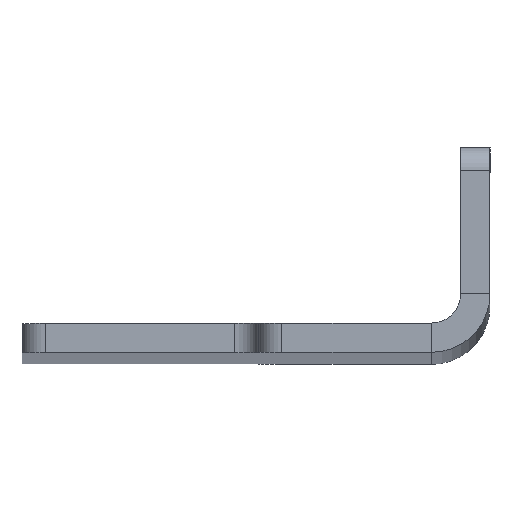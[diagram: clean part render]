
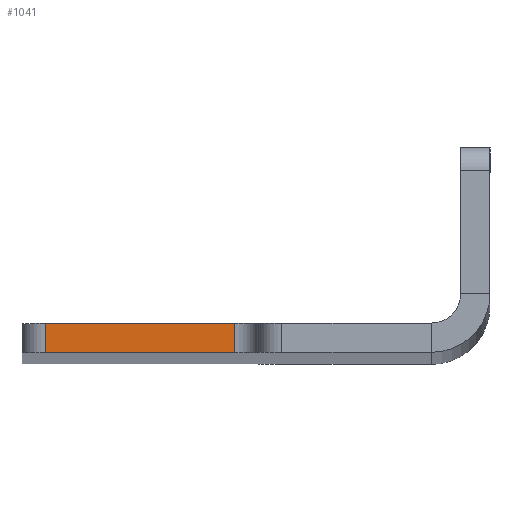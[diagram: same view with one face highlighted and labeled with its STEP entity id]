
A CAD part, top view. The second image highlights one B-rep face of the part: STEP entity #1041.
In plain terms, the highlighted planar face has unit normal (0, 0, 1).
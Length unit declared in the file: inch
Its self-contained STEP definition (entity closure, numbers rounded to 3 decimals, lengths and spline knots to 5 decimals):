
#7 = CARTESIAN_POINT ( 'NONE',  ( 0., -0.125, -1.01 ) ) ;
#27 = PLANE ( 'NONE',  #337 ) ;
#28 = CARTESIAN_POINT ( 'NONE',  ( 0.91, -0.125, -1.01 ) ) ;
#76 = VECTOR ( 'NONE', #669, 39.37008 ) ;
#110 = FACE_OUTER_BOUND ( 'NONE', #214, .T. ) ;
#214 = EDGE_LOOP ( 'NONE', ( #285, #287, #348, #490 ) ) ;
#227 = CARTESIAN_POINT ( 'NONE',  ( 0.91, 0., -1.01 ) ) ;
#261 = DIRECTION ( 'NONE',  ( 0., -1., 0. ) ) ;
#272 = VERTEX_POINT ( 'NONE', #350 ) ;
#273 = VECTOR ( 'NONE', #363, 39.37008 ) ;
#275 = DIRECTION ( 'NONE',  ( 0., 0., 1. ) ) ;
#285 = ORIENTED_EDGE ( 'NONE', *, *, #714, .T. ) ;
#286 = EDGE_CURVE ( 'NONE', #507, #272, #866, .T. ) ;
#287 = ORIENTED_EDGE ( 'NONE', *, *, #856, .T. ) ;
#304 = LINE ( 'NONE', #227, #76 ) ;
#337 = AXIS2_PLACEMENT_3D ( 'NONE', #7, #275, #643 ) ;
#348 = ORIENTED_EDGE ( 'NONE', *, *, #902, .F. ) ;
#350 = CARTESIAN_POINT ( 'NONE',  ( 0.1, -0.125, -1.01 ) ) ;
#363 = DIRECTION ( 'NONE',  ( 1., 0., 0. ) ) ;
#391 = VERTEX_POINT ( 'NONE', #28 ) ;
#404 = VERTEX_POINT ( 'NONE', #466 ) ;
#466 = CARTESIAN_POINT ( 'NONE',  ( 0.91, 0., -1.01 ) ) ;
#482 = DIRECTION ( 'NONE',  ( 1., 0., 0. ) ) ;
#490 = ORIENTED_EDGE ( 'NONE', *, *, #286, .T. ) ;
#507 = VERTEX_POINT ( 'NONE', #925 ) ;
#643 = DIRECTION ( 'NONE',  ( 1., 0., 0. ) ) ;
#669 = DIRECTION ( 'NONE',  ( 0., 1., 0. ) ) ;
#714 = EDGE_CURVE ( 'NONE', #272, #391, #922, .T. ) ;
#759 = LINE ( 'NONE', #1109, #814 ) ;
#790 = VECTOR ( 'NONE', #261, 39.37008 ) ;
#801 = CARTESIAN_POINT ( 'NONE',  ( 0., -0.125, -1.01 ) ) ;
#814 = VECTOR ( 'NONE', #482, 39.37008 ) ;
#856 = EDGE_CURVE ( 'NONE', #391, #404, #304, .T. ) ;
#861 = CARTESIAN_POINT ( 'NONE',  ( 0.1, -0.125, -1.01 ) ) ;
#866 = LINE ( 'NONE', #861, #790 ) ;
#902 = EDGE_CURVE ( 'NONE', #507, #404, #759, .T. ) ;
#922 = LINE ( 'NONE', #801, #273 ) ;
#925 = CARTESIAN_POINT ( 'NONE',  ( 0.1, 0., -1.01 ) ) ;
#1041 = ADVANCED_FACE ( 'NONE', ( #110 ), #27, .T. ) ;
#1109 = CARTESIAN_POINT ( 'NONE',  ( 0., 0., -1.01 ) ) ;
